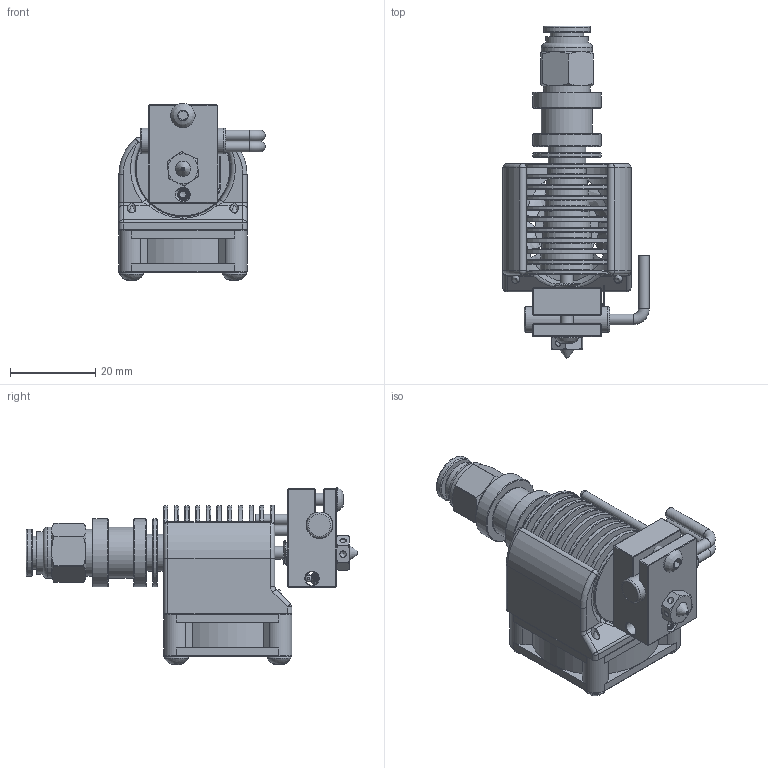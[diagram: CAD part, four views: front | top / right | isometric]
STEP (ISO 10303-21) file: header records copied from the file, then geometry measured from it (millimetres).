
FILE_DESCRIPTION(/* description */ (''),/* implementation_level */ '2;1');
FILE_NAME(/* name */ 'E3D-V6_175-300aaa.stp',/* time_stamp */ '2019-07-17T01:01:00-03:00',/* author */ ('Adebott Projetos'),/* organization */ (''),/* preprocessor_version */ 'ST-DEVELOPER v16.1',/* originating_system */ 'Autodesk Inventor 2016',/* authorisation */ '');
FILE_SCHEMA (('CONFIG_CONTROL_DESIGN'));
Products named in the file (1): E3D-V6_175-300aaa
Bounding box: 34.25 x 77.7 x 41.52 mm (x, y, z)
Volume: 22214.3 mm3; surface area: 26620.1 mm2
Topology: 15 solids, 15 shells, 788 faces, 1896 edges, 1184 vertices
Faces by surface type: plane 272, cylinder 185, bspline 143, cone 109, torus 69, sphere 10
Full cylindrical faces by diameter (mm): 0.3 x1, 1.5 x3, 2 x6, 2.5 x4, 2.845 x36, 3 x2, 3.1 x2, 3.2 x4, 4 x1, 4.1 x1, 4.2 x3, 5 x1, 5.5 x1, 5.7 x1, 5.917 x9, 6 x1, 6.5 x1, 7.8 x1, 8 x1, 8.566 x6, 8.75 x2, 9 x1, 9.5 x1, 10 x2, 10.25 x1, 10.75 x1, 11 x3, 11.5 x1, 11.75 x1, 12 x2
Entity records: 41127 total; most frequent: CARTESIAN_POINT 25405, ORIENTED_EDGE 3012, DIRECTION 2813, EDGE_CURVE 1506, AXIS2_PLACEMENT_3D 1157, VERTEX_POINT 1041, EDGE_LOOP 999, FACE_OUTER_BOUND 728
